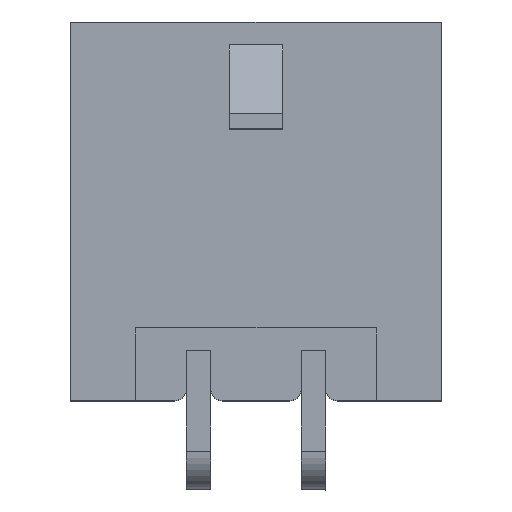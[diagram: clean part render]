
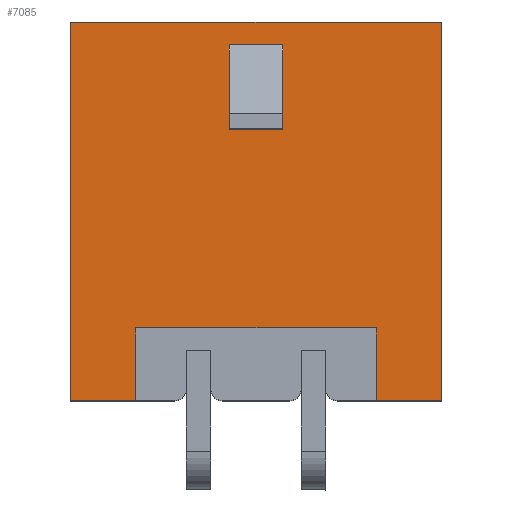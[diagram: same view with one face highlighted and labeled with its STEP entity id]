
A CAD part, top view. The second image highlights one B-rep face of the part: STEP entity #7085.
In plain terms, the highlighted face is planar.
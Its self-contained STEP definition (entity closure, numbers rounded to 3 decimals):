
#1093=ORIENTED_EDGE('',*,*,#1774,.T.);
#1094=ORIENTED_EDGE('',*,*,#1779,.T.);
#1095=ORIENTED_EDGE('',*,*,#2152,.F.);
#1096=ORIENTED_EDGE('',*,*,#2098,.T.);
#1097=ORIENTED_EDGE('',*,*,#2108,.T.);
#1098=ORIENTED_EDGE('',*,*,#2090,.F.);
#1099=ORIENTED_EDGE('',*,*,#2151,.F.);
#1100=ORIENTED_EDGE('',*,*,#1777,.T.);
#1101=ORIENTED_EDGE('',*,*,#1792,.F.);
#1102=ORIENTED_EDGE('',*,*,#1785,.F.);
#1103=ORIENTED_EDGE('',*,*,#1789,.T.);
#1104=ORIENTED_EDGE('',*,*,#1781,.T.);
#1774=EDGE_CURVE('',#2482,#2483,#2978,.T.);
#1777=EDGE_CURVE('',#2484,#2482,#2981,.T.);
#1779=EDGE_CURVE('',#2483,#2485,#2983,.T.);
#1781=EDGE_CURVE('',#2486,#2487,#2985,.T.);
#1785=EDGE_CURVE('',#2490,#2491,#2989,.T.);
#1789=EDGE_CURVE('',#2490,#2486,#2993,.T.);
#1792=EDGE_CURVE('',#2491,#2487,#2996,.T.);
#2090=EDGE_CURVE('',#2714,#2715,#3276,.T.);
#2098=EDGE_CURVE('',#2720,#2719,#3284,.T.);
#2108=EDGE_CURVE('',#2719,#2715,#3294,.T.);
#2151=EDGE_CURVE('',#2484,#2714,#3333,.T.);
#2152=EDGE_CURVE('',#2720,#2485,#3334,.T.);
#2482=VERTEX_POINT('',#9233);
#2483=VERTEX_POINT('',#9234);
#2484=VERTEX_POINT('',#9239);
#2485=VERTEX_POINT('',#9243);
#2486=VERTEX_POINT('',#9247);
#2487=VERTEX_POINT('',#9248);
#2490=VERTEX_POINT('',#9256);
#2491=VERTEX_POINT('',#9257);
#2714=VERTEX_POINT('',#9886);
#2715=VERTEX_POINT('',#9888);
#2719=VERTEX_POINT('',#9900);
#2720=VERTEX_POINT('',#9902);
#2978=LINE('',#9232,#3670);
#2981=LINE('',#9238,#3673);
#2983=LINE('',#9242,#3675);
#2985=LINE('',#9246,#3677);
#2989=LINE('',#9255,#3681);
#2993=LINE('',#9264,#3685);
#2996=LINE('',#9269,#3688);
#3276=LINE('',#9887,#3968);
#3284=LINE('',#9901,#3976);
#3294=LINE('',#9916,#3986);
#3333=LINE('',#9986,#4025);
#3334=LINE('',#9988,#4026);
#3670=VECTOR('',#7822,1000.);
#3673=VECTOR('',#7827,1000.);
#3675=VECTOR('',#7831,1000.);
#3677=VECTOR('',#7835,1000.);
#3681=VECTOR('',#7841,1000.);
#3685=VECTOR('',#7847,1000.);
#3688=VECTOR('',#7854,1000.);
#3968=VECTOR('',#8336,1000.);
#3976=VECTOR('',#8346,1000.);
#3986=VECTOR('',#8358,1000.);
#4025=VECTOR('',#8449,1000.);
#4026=VECTOR('',#8452,1000.);
#4381=EDGE_LOOP('',(#1093,#1094,#1095,#1096,#1097,#1098,#1099,#1100));
#4382=EDGE_LOOP('',(#1101,#1102,#1103,#1104));
#4665=FACE_BOUND('',#4381,.T.);
#4666=FACE_BOUND('',#4382,.T.);
#4921=PLANE('',#7401);
#7085=ADVANCED_FACE('',(#4665,#4666),#4921,.T.);
#7401=AXIS2_PLACEMENT_3D('',#9987,#8450,#8451);
#7822=DIRECTION('',(1.,0.,0.));
#7827=DIRECTION('',(0.,0.,1.));
#7831=DIRECTION('',(0.,0.,-1.));
#7835=DIRECTION('',(0.,0.,1.));
#7841=DIRECTION('',(0.,0.,1.));
#7847=DIRECTION('',(-1.,0.,0.));
#7854=DIRECTION('',(-1.,0.,0.));
#8336=DIRECTION('',(0.,0.,1.));
#8346=DIRECTION('',(0.,0.,1.));
#8358=DIRECTION('',(-1.,0.,0.));
#8449=DIRECTION('',(-1.,0.,0.));
#8450=DIRECTION('',(0.,-1.,0.));
#8451=DIRECTION('',(0.,0.,-1.));
#8452=DIRECTION('',(-1.,0.,0.));
#9232=CARTESIAN_POINT('',(-3.15,-3.43,-3.05));
#9233=CARTESIAN_POINT('',(-3.15,-3.43,-3.05));
#9234=CARTESIAN_POINT('',(3.15,-3.43,-3.05));
#9238=CARTESIAN_POINT('',(-3.15,-3.43,-4.95));
#9239=CARTESIAN_POINT('',(-3.15,-3.43,-4.95));
#9242=CARTESIAN_POINT('',(3.15,-3.43,-3.05));
#9243=CARTESIAN_POINT('',(3.15,-3.43,-4.95));
#9246=CARTESIAN_POINT('',(-0.7,-3.43,2.15));
#9247=CARTESIAN_POINT('',(-0.7,-3.43,2.15));
#9248=CARTESIAN_POINT('',(-0.7,-3.43,4.35));
#9255=CARTESIAN_POINT('',(0.7,-3.43,2.15));
#9256=CARTESIAN_POINT('',(0.7,-3.43,2.15));
#9257=CARTESIAN_POINT('',(0.7,-3.43,4.35));
#9264=CARTESIAN_POINT('',(0.7,-3.43,2.15));
#9269=CARTESIAN_POINT('',(0.7,-3.43,4.35));
#9886=CARTESIAN_POINT('',(-4.85,-3.43,-4.95));
#9887=CARTESIAN_POINT('',(-4.85,-3.43,-4.95));
#9888=CARTESIAN_POINT('',(-4.85,-3.43,4.95));
#9900=CARTESIAN_POINT('',(4.85,-3.43,4.95));
#9901=CARTESIAN_POINT('',(4.85,-3.43,-4.95));
#9902=CARTESIAN_POINT('',(4.85,-3.43,-4.95));
#9916=CARTESIAN_POINT('',(4.85,-3.43,4.95));
#9986=CARTESIAN_POINT('',(4.85,-3.43,-4.95));
#9987=CARTESIAN_POINT('',(4.85,-3.43,-4.95));
#9988=CARTESIAN_POINT('',(4.85,-3.43,-4.95));
